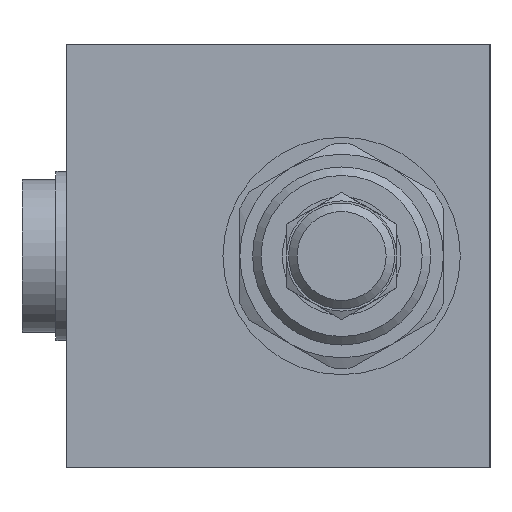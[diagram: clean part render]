
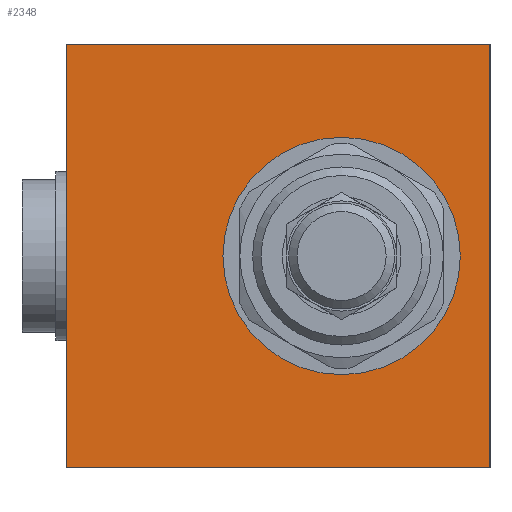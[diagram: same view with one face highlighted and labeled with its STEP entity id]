
A CAD part, left-side view. The second image highlights one B-rep face of the part: STEP entity #2348.
In plain terms, the highlighted planar face has unit normal (-1, 0, 0).
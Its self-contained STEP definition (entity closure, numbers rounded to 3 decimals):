
#76=LINE('',#4029,#146);
#77=LINE('',#4032,#147);
#78=LINE('',#4034,#148);
#79=LINE('',#4036,#149);
#146=VECTOR('',#2697,1000.);
#147=VECTOR('',#2698,1000.);
#148=VECTOR('',#2699,1000.);
#149=VECTOR('',#2700,1000.);
#242=PLANE('',#2472);
#326=ORIENTED_EDGE('',*,*,#751,.T.);
#327=ORIENTED_EDGE('',*,*,#752,.T.);
#328=ORIENTED_EDGE('',*,*,#753,.F.);
#329=ORIENTED_EDGE('',*,*,#754,.T.);
#330=ORIENTED_EDGE('',*,*,#755,.T.);
#751=EDGE_CURVE('',#966,#966,#1107,.T.);
#752=EDGE_CURVE('',#967,#968,#76,.T.);
#753=EDGE_CURVE('',#969,#968,#77,.T.);
#754=EDGE_CURVE('',#969,#970,#78,.T.);
#755=EDGE_CURVE('',#970,#967,#79,.T.);
#966=VERTEX_POINT('',#4028);
#967=VERTEX_POINT('',#4030);
#968=VERTEX_POINT('',#4031);
#969=VERTEX_POINT('',#4033);
#970=VERTEX_POINT('',#4035);
#1107=CIRCLE('',#2473,14.);
#1204=EDGE_LOOP('',(#326));
#1205=EDGE_LOOP('',(#327,#328,#329,#330));
#1371=FACE_BOUND('',#1204,.T.);
#1372=FACE_BOUND('',#1205,.T.);
#2348=ADVANCED_FACE('',(#1371,#1372),#242,.T.);
#2472=AXIS2_PLACEMENT_3D('',#4026,#2693,#2694);
#2473=AXIS2_PLACEMENT_3D('',#4027,#2695,#2696);
#2693=DIRECTION('',(-1.,0.,0.));
#2694=DIRECTION('',(0.,0.,1.));
#2695=DIRECTION('',(1.,0.,0.));
#2696=DIRECTION('',(0.,-1.,0.));
#2697=DIRECTION('',(0.,1.,0.));
#2698=DIRECTION('',(0.,0.,1.));
#2699=DIRECTION('',(0.,-1.,0.));
#2700=DIRECTION('',(0.,0.,1.));
#4026=CARTESIAN_POINT('',(8.3,10.,0.));
#4027=CARTESIAN_POINT('',(8.3,27.5,25.));
#4028=CARTESIAN_POINT('',(8.3,13.5,25.));
#4029=CARTESIAN_POINT('',(8.3,10.,50.));
#4030=CARTESIAN_POINT('',(8.3,10.,50.));
#4031=CARTESIAN_POINT('',(8.3,60.,50.));
#4032=CARTESIAN_POINT('',(8.3,60.,0.));
#4033=CARTESIAN_POINT('',(8.3,60.,0.));
#4034=CARTESIAN_POINT('',(8.3,60.,0.));
#4035=CARTESIAN_POINT('',(8.3,10.,0.));
#4036=CARTESIAN_POINT('',(8.3,10.,0.));
